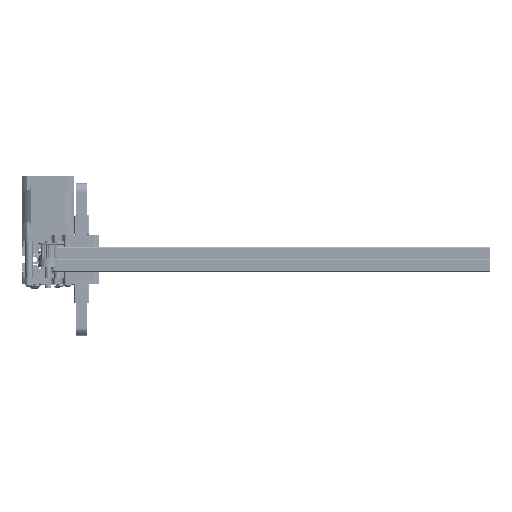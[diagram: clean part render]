
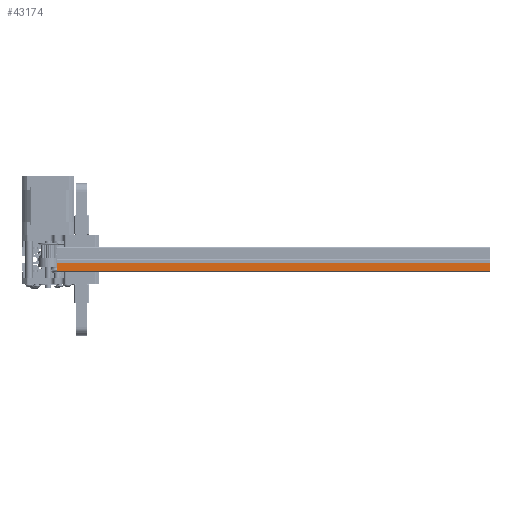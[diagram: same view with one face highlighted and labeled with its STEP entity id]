
A CAD part, left-side view. The second image highlights one B-rep face of the part: STEP entity #43174.
In plain terms, the highlighted face is planar.
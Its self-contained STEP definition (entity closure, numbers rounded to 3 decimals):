
#3015=PLANE('',#47657);
#5278=FACE_OUTER_BOUND('',#7851,.T.);
#7851=EDGE_LOOP('',(#39599,#39600,#39601,#39602));
#11932=LINE('',#75202,#16177);
#11933=LINE('',#75205,#16178);
#11934=LINE('',#75207,#16179);
#11935=LINE('',#75208,#16180);
#16177=VECTOR('',#59783,1000.);
#16178=VECTOR('',#59786,1000.);
#16179=VECTOR('',#59787,10.);
#16180=VECTOR('',#59788,1000.);
#21891=VERTEX_POINT('',#75198);
#21892=VERTEX_POINT('',#75200);
#21893=VERTEX_POINT('',#75204);
#21894=VERTEX_POINT('',#75206);
#27853=EDGE_CURVE('',#21892,#21891,#11932,.T.);
#27854=EDGE_CURVE('',#21891,#21893,#11933,.T.);
#27855=EDGE_CURVE('',#21892,#21894,#11934,.T.);
#27856=EDGE_CURVE('',#21894,#21893,#11935,.T.);
#39599=ORIENTED_EDGE('',*,*,#27854,.F.);
#39600=ORIENTED_EDGE('',*,*,#27853,.F.);
#39601=ORIENTED_EDGE('',*,*,#27855,.T.);
#39602=ORIENTED_EDGE('',*,*,#27856,.T.);
#43174=ADVANCED_FACE('',(#5278),#3015,.T.);
#47657=AXIS2_PLACEMENT_3D('',#75203,#59784,#59785);
#59783=DIRECTION('',(0.,0.,1.));
#59784=DIRECTION('center_axis',(0.,1.,0.));
#59785=DIRECTION('ref_axis',(0.,0.,1.));
#59786=DIRECTION('',(-1.,0.,0.));
#59787=DIRECTION('',(-1.,0.,0.));
#59788=DIRECTION('',(0.,0.,1.));
#75198=CARTESIAN_POINT('',(9.,10.,10.));
#75200=CARTESIAN_POINT('',(9.,10.,-340.));
#75202=CARTESIAN_POINT('',(9.,10.,-200.));
#75203=CARTESIAN_POINT('Origin',(9.,10.,-200.));
#75204=CARTESIAN_POINT('',(3.,10.,10.));
#75205=CARTESIAN_POINT('',(9.,10.,10.));
#75206=CARTESIAN_POINT('',(3.,10.,-340.));
#75207=CARTESIAN_POINT('',(0.,10.,-340.));
#75208=CARTESIAN_POINT('',(3.,10.,-200.));
